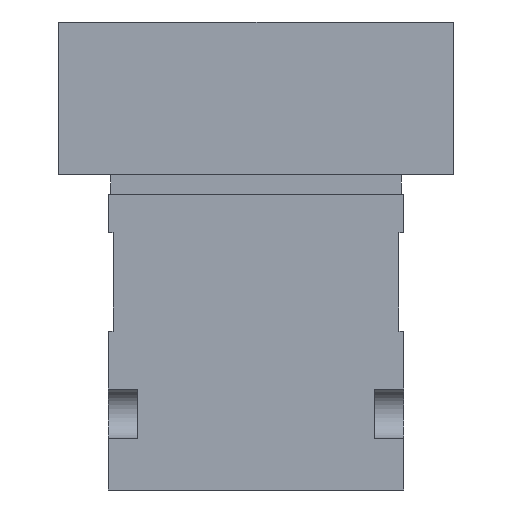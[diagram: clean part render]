
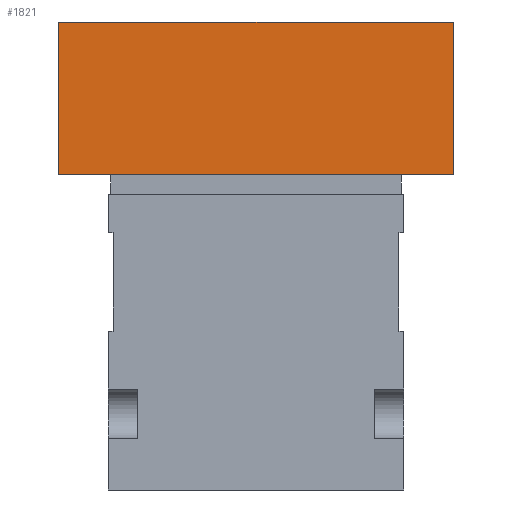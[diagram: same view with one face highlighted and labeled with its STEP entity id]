
A CAD part, front view. The second image highlights one B-rep face of the part: STEP entity #1821.
In plain terms, the highlighted face is planar.
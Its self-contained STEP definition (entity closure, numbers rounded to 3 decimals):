
#192 = DIRECTION ( 'NONE',  ( 0., 0., -1. ) ) ;
#243 = LINE ( 'NONE', #345, #1468 ) ;
#345 = CARTESIAN_POINT ( 'NONE',  ( 37.5, -40., 31. ) ) ;
#366 = VECTOR ( 'NONE', #878, 1000. ) ;
#406 = AXIS2_PLACEMENT_3D ( 'NONE', #653, #2584, #3060 ) ;
#407 = ORIENTED_EDGE ( 'NONE', *, *, #3110, .F. ) ;
#453 = ORIENTED_EDGE ( 'NONE', *, *, #1581, .F. ) ;
#517 = VECTOR ( 'NONE', #192, 1000. ) ;
#546 = DIRECTION ( 'NONE',  ( 0., -1., 0. ) ) ;
#590 = CARTESIAN_POINT ( 'NONE',  ( 37.5, 40., 0. ) ) ;
#616 = VECTOR ( 'NONE', #546, 1000. ) ;
#653 = CARTESIAN_POINT ( 'NONE',  ( 37.5, -40., 31. ) ) ;
#713 = EDGE_CURVE ( 'NONE', #2797, #2647, #1876, .T. ) ;
#746 = LINE ( 'NONE', #3105, #517 ) ;
#805 = EDGE_CURVE ( 'NONE', #1372, #2676, #746, .T. ) ;
#878 = DIRECTION ( 'NONE',  ( 0., 0., 1. ) ) ;
#879 = LINE ( 'NONE', #2972, #616 ) ;
#955 = ORIENTED_EDGE ( 'NONE', *, *, #805, .F. ) ;
#1334 = CARTESIAN_POINT ( 'NONE',  ( 37.5, -40., 31. ) ) ;
#1372 = VERTEX_POINT ( 'NONE', #2926 ) ;
#1468 = VECTOR ( 'NONE', #2977, 1000. ) ;
#1581 = EDGE_CURVE ( 'NONE', #2647, #1372, #243, .T. ) ;
#1821 = ADVANCED_FACE ( 'NONE', ( #1903 ), #2594, .F. ) ;
#1876 = LINE ( 'NONE', #2835, #366 ) ;
#1903 = FACE_OUTER_BOUND ( 'NONE', #1936, .T. ) ;
#1936 = EDGE_LOOP ( 'NONE', ( #955, #453, #2304, #407 ) ) ;
#2142 = CARTESIAN_POINT ( 'NONE',  ( 37.5, -40., 0. ) ) ;
#2304 = ORIENTED_EDGE ( 'NONE', *, *, #713, .F. ) ;
#2584 = DIRECTION ( 'NONE',  ( -1., 0., 0. ) ) ;
#2594 = PLANE ( 'NONE',  #406 ) ;
#2647 = VERTEX_POINT ( 'NONE', #1334 ) ;
#2676 = VERTEX_POINT ( 'NONE', #590 ) ;
#2797 = VERTEX_POINT ( 'NONE', #2142 ) ;
#2835 = CARTESIAN_POINT ( 'NONE',  ( 37.5, -40., 31. ) ) ;
#2926 = CARTESIAN_POINT ( 'NONE',  ( 37.5, 40., 31. ) ) ;
#2972 = CARTESIAN_POINT ( 'NONE',  ( 37.5, -40., 0. ) ) ;
#2977 = DIRECTION ( 'NONE',  ( 0., 1., 0. ) ) ;
#3060 = DIRECTION ( 'NONE',  ( 0., 0., 1. ) ) ;
#3105 = CARTESIAN_POINT ( 'NONE',  ( 37.5, 40., 31. ) ) ;
#3110 = EDGE_CURVE ( 'NONE', #2676, #2797, #879, .T. ) ;
